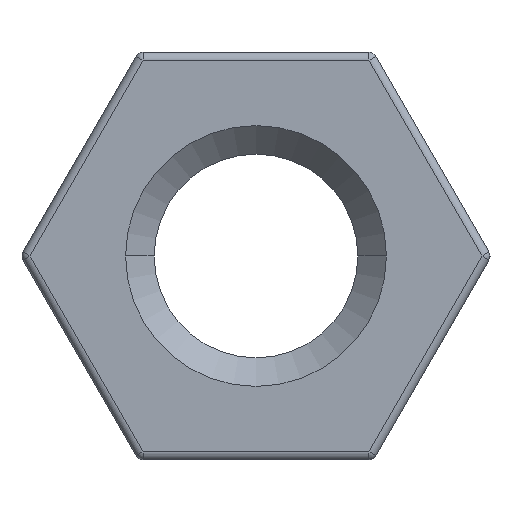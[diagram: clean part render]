
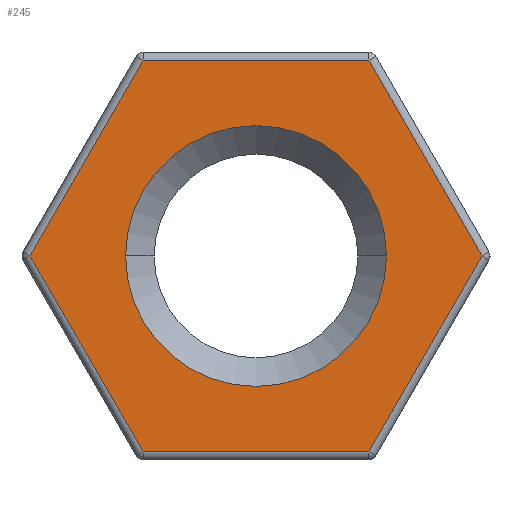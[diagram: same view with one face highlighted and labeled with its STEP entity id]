
A CAD part, left-side view. The second image highlights one B-rep face of the part: STEP entity #245.
In plain terms, the highlighted planar face has unit normal (-1, 0, 0).
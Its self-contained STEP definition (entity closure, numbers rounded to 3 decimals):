
#7 = CARTESIAN_POINT ( 'NONE',  ( 0., 0., 0. ) ) ;
#21 = AXIS2_PLACEMENT_3D ( 'NONE', #689, #639, #575 ) ;
#60 = AXIS2_PLACEMENT_3D ( 'NONE', #1193, #1194, #1199 ) ;
#70 = VECTOR ( 'NONE', #644, 1000. ) ;
#77 = PLANE ( 'NONE',  #21 ) ;
#94 = VECTOR ( 'NONE', #1247, 1000. ) ;
#101 = LINE ( 'NONE', #1188, #94 ) ;
#117 = LINE ( 'NONE', #181, #70 ) ;
#125 = VECTOR ( 'NONE', #633, 1000. ) ;
#138 = LINE ( 'NONE', #529, #125 ) ;
#170 = EDGE_CURVE ( 'NONE', #1025, #1039, #466, .T. ) ;
#181 = CARTESIAN_POINT ( 'NONE',  ( 0., 0., -2.4 ) ) ;
#186 = VECTOR ( 'NONE', #908, 1000. ) ;
#190 = LINE ( 'NONE', #1083, #186 ) ;
#221 = VECTOR ( 'NONE', #1229, 1000. ) ;
#225 = LINE ( 'NONE', #1081, #221 ) ;
#233 = CARTESIAN_POINT ( 'NONE',  ( 0., 2.771, 0. ) ) ;
#240 = CIRCLE ( 'NONE', #1159, 1.6 ) ;
#245 = ADVANCED_FACE ( 'NONE', ( #363, #362 ), #77, .F. ) ;
#256 = EDGE_CURVE ( 'NONE', #465, #704, #343, .T. ) ;
#260 = VERTEX_POINT ( 'NONE', #712 ) ;
#278 = CARTESIAN_POINT ( 'NONE',  ( 0., 1.6, 0. ) ) ;
#343 = LINE ( 'NONE', #635, #352 ) ;
#350 = EDGE_CURVE ( 'NONE', #1039, #1025, #240, .T. ) ;
#352 = VECTOR ( 'NONE', #1018, 1000. ) ;
#359 = EDGE_CURVE ( 'NONE', #566, #260, #225, .T. ) ;
#362 = FACE_BOUND ( 'NONE', #821, .T. ) ;
#363 = FACE_OUTER_BOUND ( 'NONE', #1118, .T. ) ;
#383 = EDGE_CURVE ( 'NONE', #797, #465, #190, .T. ) ;
#434 = EDGE_CURVE ( 'NONE', #715, #566, #138, .T. ) ;
#445 = EDGE_CURVE ( 'NONE', #704, #715, #101, .T. ) ;
#458 = EDGE_CURVE ( 'NONE', #260, #797, #117, .T. ) ;
#465 = VERTEX_POINT ( 'NONE', #540 ) ;
#466 = CIRCLE ( 'NONE', #60, 1.6 ) ;
#471 = DIRECTION ( 'NONE',  ( 1., 0., 0. ) ) ;
#525 = ORIENTED_EDGE ( 'NONE', *, *, #445, .T. ) ;
#529 = CARTESIAN_POINT ( 'NONE',  ( 0., 2.078, 1.2 ) ) ;
#540 = CARTESIAN_POINT ( 'NONE',  ( 0., -2.771, 0. ) ) ;
#566 = VERTEX_POINT ( 'NONE', #233 ) ;
#575 = DIRECTION ( 'NONE',  ( 0., 1., 0. ) ) ;
#633 = DIRECTION ( 'NONE',  ( 0., 0.5, -0.866 ) ) ;
#635 = CARTESIAN_POINT ( 'NONE',  ( 0., -2.078, 1.2 ) ) ;
#639 = DIRECTION ( 'NONE',  ( 1., 0., 0. ) ) ;
#644 = DIRECTION ( 'NONE',  ( 0., -1., 0. ) ) ;
#670 = ORIENTED_EDGE ( 'NONE', *, *, #383, .T. ) ;
#689 = CARTESIAN_POINT ( 'NONE',  ( 0., 0., 0. ) ) ;
#704 = VERTEX_POINT ( 'NONE', #1077 ) ;
#708 = DIRECTION ( 'NONE',  ( 0., 1., 0. ) ) ;
#710 = ORIENTED_EDGE ( 'NONE', *, *, #434, .T. ) ;
#712 = CARTESIAN_POINT ( 'NONE',  ( 0., 1.386, -2.4 ) ) ;
#715 = VERTEX_POINT ( 'NONE', #1161 ) ;
#797 = VERTEX_POINT ( 'NONE', #1163 ) ;
#821 = EDGE_LOOP ( 'NONE', ( #837, #1044 ) ) ;
#837 = ORIENTED_EDGE ( 'NONE', *, *, #350, .T. ) ;
#876 = ORIENTED_EDGE ( 'NONE', *, *, #359, .T. ) ;
#908 = DIRECTION ( 'NONE',  ( 0., -0.5, 0.866 ) ) ;
#940 = ORIENTED_EDGE ( 'NONE', *, *, #256, .T. ) ;
#991 = CARTESIAN_POINT ( 'NONE',  ( 0., -1.6, 0. ) ) ;
#1018 = DIRECTION ( 'NONE',  ( 0., 0.5, 0.866 ) ) ;
#1025 = VERTEX_POINT ( 'NONE', #991 ) ;
#1039 = VERTEX_POINT ( 'NONE', #278 ) ;
#1044 = ORIENTED_EDGE ( 'NONE', *, *, #170, .T. ) ;
#1077 = CARTESIAN_POINT ( 'NONE',  ( 0., -1.386, 2.4 ) ) ;
#1081 = CARTESIAN_POINT ( 'NONE',  ( 0., 2.078, -1.2 ) ) ;
#1083 = CARTESIAN_POINT ( 'NONE',  ( 0., -2.078, -1.2 ) ) ;
#1094 = ORIENTED_EDGE ( 'NONE', *, *, #458, .T. ) ;
#1118 = EDGE_LOOP ( 'NONE', ( #940, #525, #710, #876, #1094, #670 ) ) ;
#1159 = AXIS2_PLACEMENT_3D ( 'NONE', #7, #471, #708 ) ;
#1161 = CARTESIAN_POINT ( 'NONE',  ( 0., 1.386, 2.4 ) ) ;
#1163 = CARTESIAN_POINT ( 'NONE',  ( 0., -1.386, -2.4 ) ) ;
#1188 = CARTESIAN_POINT ( 'NONE',  ( 0., 0., 2.4 ) ) ;
#1193 = CARTESIAN_POINT ( 'NONE',  ( 0., 0., 0. ) ) ;
#1194 = DIRECTION ( 'NONE',  ( 1., 0., 0. ) ) ;
#1199 = DIRECTION ( 'NONE',  ( 0., 1., 0. ) ) ;
#1229 = DIRECTION ( 'NONE',  ( 0., -0.5, -0.866 ) ) ;
#1247 = DIRECTION ( 'NONE',  ( 0., 1., 0. ) ) ;
